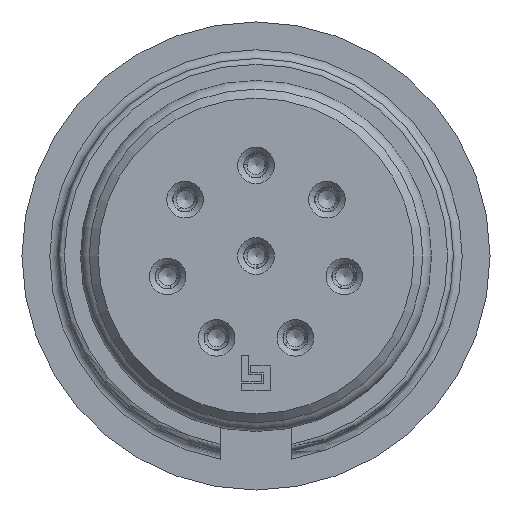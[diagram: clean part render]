
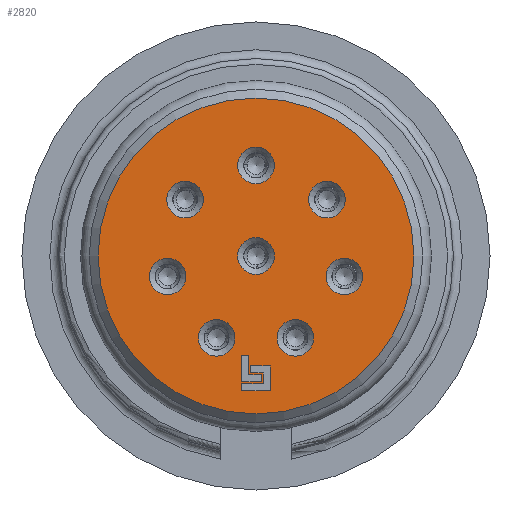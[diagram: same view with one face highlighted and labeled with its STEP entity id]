
A CAD part, left-side view. The second image highlights one B-rep face of the part: STEP entity #2820.
In plain terms, the highlighted planar face has unit normal (-1, 0, 0).
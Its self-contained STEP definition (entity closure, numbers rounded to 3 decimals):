
#212=PLANE('',#3649);
#668=EDGE_LOOP('',(#1273));
#669=EDGE_LOOP('',(#1274));
#670=EDGE_LOOP('',(#1275));
#671=EDGE_LOOP('',(#1276));
#672=EDGE_LOOP('',(#1277));
#673=EDGE_LOOP('',(#1278));
#674=EDGE_LOOP('',(#1279));
#675=EDGE_LOOP('',(#1280));
#676=EDGE_LOOP('',(#1281));
#677=EDGE_LOOP('',(#1282,#1283,#1284,#1285,#1286,#1287));
#678=EDGE_LOOP('',(#1288,#1289,#1290,#1291,#1292,#1293,#1294,#1295));
#984=CIRCLE('',#3640,5.4);
#985=CIRCLE('',#3641,0.625);
#986=CIRCLE('',#3642,0.625);
#987=CIRCLE('',#3643,0.625);
#988=CIRCLE('',#3644,0.625);
#989=CIRCLE('',#3645,0.625);
#990=CIRCLE('',#3646,0.625);
#991=CIRCLE('',#3647,0.625);
#992=CIRCLE('',#3648,0.625);
#1273=ORIENTED_EDGE('',*,*,#2137,.T.);
#1274=ORIENTED_EDGE('',*,*,#2138,.T.);
#1275=ORIENTED_EDGE('',*,*,#2139,.T.);
#1276=ORIENTED_EDGE('',*,*,#2140,.T.);
#1277=ORIENTED_EDGE('',*,*,#2141,.T.);
#1278=ORIENTED_EDGE('',*,*,#2142,.T.);
#1279=ORIENTED_EDGE('',*,*,#2143,.T.);
#1280=ORIENTED_EDGE('',*,*,#2144,.T.);
#1281=ORIENTED_EDGE('',*,*,#2145,.T.);
#1282=ORIENTED_EDGE('',*,*,#2146,.F.);
#1283=ORIENTED_EDGE('',*,*,#2147,.F.);
#1284=ORIENTED_EDGE('',*,*,#2148,.F.);
#1285=ORIENTED_EDGE('',*,*,#2149,.F.);
#1286=ORIENTED_EDGE('',*,*,#2150,.F.);
#1287=ORIENTED_EDGE('',*,*,#2151,.F.);
#1288=ORIENTED_EDGE('',*,*,#2152,.T.);
#1289=ORIENTED_EDGE('',*,*,#2153,.T.);
#1290=ORIENTED_EDGE('',*,*,#2154,.T.);
#1291=ORIENTED_EDGE('',*,*,#2155,.T.);
#1292=ORIENTED_EDGE('',*,*,#2156,.T.);
#1293=ORIENTED_EDGE('',*,*,#2157,.T.);
#1294=ORIENTED_EDGE('',*,*,#2158,.T.);
#1295=ORIENTED_EDGE('',*,*,#2159,.T.);
#2137=EDGE_CURVE('',#3276,#3276,#984,.T.);
#2138=EDGE_CURVE('',#3277,#3277,#985,.T.);
#2139=EDGE_CURVE('',#3278,#3278,#986,.T.);
#2140=EDGE_CURVE('',#3279,#3279,#987,.T.);
#2141=EDGE_CURVE('',#3280,#3280,#988,.T.);
#2142=EDGE_CURVE('',#3281,#3281,#989,.T.);
#2143=EDGE_CURVE('',#3282,#3282,#990,.T.);
#2144=EDGE_CURVE('',#3283,#3283,#991,.T.);
#2145=EDGE_CURVE('',#3284,#3284,#992,.T.);
#2146=EDGE_CURVE('',#3285,#3286,#2548,.T.);
#2147=EDGE_CURVE('',#3287,#3285,#2549,.T.);
#2148=EDGE_CURVE('',#3288,#3287,#2550,.T.);
#2149=EDGE_CURVE('',#3289,#3288,#2551,.T.);
#2150=EDGE_CURVE('',#3290,#3289,#2552,.T.);
#2151=EDGE_CURVE('',#3286,#3290,#2553,.T.);
#2152=EDGE_CURVE('',#3291,#3292,#2554,.T.);
#2153=EDGE_CURVE('',#3292,#3293,#2555,.T.);
#2154=EDGE_CURVE('',#3293,#3294,#2556,.T.);
#2155=EDGE_CURVE('',#3294,#3295,#2557,.T.);
#2156=EDGE_CURVE('',#3295,#3296,#2558,.T.);
#2157=EDGE_CURVE('',#3296,#3297,#2559,.T.);
#2158=EDGE_CURVE('',#3297,#3298,#2560,.T.);
#2159=EDGE_CURVE('',#3298,#3291,#2561,.T.);
#2548=LINE('',#5290,#2670);
#2549=LINE('',#5293,#2671);
#2550=LINE('',#5295,#2672);
#2551=LINE('',#5297,#2673);
#2552=LINE('',#5299,#2674);
#2553=LINE('',#5301,#2675);
#2554=LINE('',#5302,#2676);
#2555=LINE('',#5305,#2677);
#2556=LINE('',#5307,#2678);
#2557=LINE('',#5309,#2679);
#2558=LINE('',#5311,#2680);
#2559=LINE('',#5313,#2681);
#2560=LINE('',#5315,#2682);
#2561=LINE('',#5317,#2683);
#2670=VECTOR('',#4186,1.);
#2671=VECTOR('',#4187,1.);
#2672=VECTOR('',#4188,1.);
#2673=VECTOR('',#4189,1.);
#2674=VECTOR('',#4190,1.);
#2675=VECTOR('',#4191,1.);
#2676=VECTOR('',#4192,1.);
#2677=VECTOR('',#4193,1.);
#2678=VECTOR('',#4194,1.);
#2679=VECTOR('',#4195,1.);
#2680=VECTOR('',#4196,1.);
#2681=VECTOR('',#4197,1.);
#2682=VECTOR('',#4198,1.);
#2683=VECTOR('',#4199,1.);
#2820=ADVANCED_FACE('',(#3047,#3048,#3049,#3050,#3051,#3052,#3053,#3054,
#3055,#3056,#3057),#212,.T.);
#3047=FACE_BOUND('',#668,.T.);
#3048=FACE_BOUND('',#669,.T.);
#3049=FACE_BOUND('',#670,.T.);
#3050=FACE_BOUND('',#671,.T.);
#3051=FACE_BOUND('',#672,.T.);
#3052=FACE_BOUND('',#673,.T.);
#3053=FACE_BOUND('',#674,.T.);
#3054=FACE_BOUND('',#675,.T.);
#3055=FACE_BOUND('',#676,.T.);
#3056=FACE_BOUND('',#677,.T.);
#3057=FACE_BOUND('',#678,.T.);
#3276=VERTEX_POINT('',#5273);
#3277=VERTEX_POINT('',#5275);
#3278=VERTEX_POINT('',#5277);
#3279=VERTEX_POINT('',#5279);
#3280=VERTEX_POINT('',#5281);
#3281=VERTEX_POINT('',#5283);
#3282=VERTEX_POINT('',#5285);
#3283=VERTEX_POINT('',#5287);
#3284=VERTEX_POINT('',#5289);
#3285=VERTEX_POINT('',#5291);
#3286=VERTEX_POINT('',#5292);
#3287=VERTEX_POINT('',#5294);
#3288=VERTEX_POINT('',#5296);
#3289=VERTEX_POINT('',#5298);
#3290=VERTEX_POINT('',#5300);
#3291=VERTEX_POINT('',#5303);
#3292=VERTEX_POINT('',#5304);
#3293=VERTEX_POINT('',#5306);
#3294=VERTEX_POINT('',#5308);
#3295=VERTEX_POINT('',#5310);
#3296=VERTEX_POINT('',#5312);
#3297=VERTEX_POINT('',#5314);
#3298=VERTEX_POINT('',#5316);
#3640=AXIS2_PLACEMENT_3D('',#5272,#4168,#4169);
#3641=AXIS2_PLACEMENT_3D('',#5274,#4170,#4171);
#3642=AXIS2_PLACEMENT_3D('',#5276,#4172,#4173);
#3643=AXIS2_PLACEMENT_3D('',#5278,#4174,#4175);
#3644=AXIS2_PLACEMENT_3D('',#5280,#4176,#4177);
#3645=AXIS2_PLACEMENT_3D('',#5282,#4178,#4179);
#3646=AXIS2_PLACEMENT_3D('',#5284,#4180,#4181);
#3647=AXIS2_PLACEMENT_3D('',#5286,#4182,#4183);
#3648=AXIS2_PLACEMENT_3D('',#5288,#4184,#4185);
#3649=AXIS2_PLACEMENT_3D('',#5318,#4200,#4201);
#4168=DIRECTION('',(-1.,0.,0.));
#4169=DIRECTION('',(0.,0.,1.));
#4170=DIRECTION('',(1.,0.,0.));
#4171=DIRECTION('',(0.,0.,1.));
#4172=DIRECTION('',(1.,0.,0.));
#4173=DIRECTION('',(0.,0.,1.));
#4174=DIRECTION('',(1.,0.,0.));
#4175=DIRECTION('',(0.,0.,1.));
#4176=DIRECTION('',(1.,0.,0.));
#4177=DIRECTION('',(0.,0.,1.));
#4178=DIRECTION('',(1.,0.,0.));
#4179=DIRECTION('',(0.,0.,1.));
#4180=DIRECTION('',(1.,0.,0.));
#4181=DIRECTION('',(0.,0.,1.));
#4182=DIRECTION('',(1.,0.,0.));
#4183=DIRECTION('',(0.,0.,1.));
#4184=DIRECTION('',(1.,0.,0.));
#4185=DIRECTION('',(0.,0.,1.));
#4186=DIRECTION('',(0.,0.,-1.));
#4187=DIRECTION('',(0.,1.,0.));
#4188=DIRECTION('',(0.,0.,1.));
#4189=DIRECTION('',(0.,1.,0.));
#4190=DIRECTION('',(0.,0.,1.));
#4191=DIRECTION('',(0.,-1.,0.));
#4192=DIRECTION('',(0.,-1.,0.));
#4193=DIRECTION('',(0.,0.,-1.));
#4194=DIRECTION('',(0.,1.,0.));
#4195=DIRECTION('',(0.,0.,1.));
#4196=DIRECTION('',(0.,-1.,0.));
#4197=DIRECTION('',(0.,0.,1.));
#4198=DIRECTION('',(0.,1.,0.));
#4199=DIRECTION('',(0.,0.,1.));
#4200=DIRECTION('',(-1.,0.,0.));
#4201=DIRECTION('',(0.,0.,1.));
#5272=CARTESIAN_POINT('',(0.,0.,0.));
#5273=CARTESIAN_POINT('',(0.,0.,5.4));
#5274=CARTESIAN_POINT('',(0.,-1.345,-2.8));
#5275=CARTESIAN_POINT('',(0.,-1.345,-2.175));
#5276=CARTESIAN_POINT('',(0.,-3.02,-0.7));
#5277=CARTESIAN_POINT('',(0.,-3.02,-0.075));
#5278=CARTESIAN_POINT('',(0.,-2.425,1.93));
#5279=CARTESIAN_POINT('',(0.,-2.425,2.555));
#5280=CARTESIAN_POINT('',(0.,0.,3.1));
#5281=CARTESIAN_POINT('',(0.,0.,3.725));
#5282=CARTESIAN_POINT('',(0.,0.,0.));
#5283=CARTESIAN_POINT('',(0.,0.,0.625));
#5284=CARTESIAN_POINT('',(0.,2.425,1.93));
#5285=CARTESIAN_POINT('',(0.,2.425,2.555));
#5286=CARTESIAN_POINT('',(0.,3.02,-0.7));
#5287=CARTESIAN_POINT('',(0.,3.02,-0.075));
#5288=CARTESIAN_POINT('',(0.,1.345,-2.8));
#5289=CARTESIAN_POINT('',(0.,1.345,-2.175));
#5290=CARTESIAN_POINT('',(0.,0.49,0.));
#5291=CARTESIAN_POINT('',(0.,0.49,-3.4));
#5292=CARTESIAN_POINT('',(0.,0.49,-4.3));
#5293=CARTESIAN_POINT('',(0.,0.,-3.4));
#5294=CARTESIAN_POINT('',(0.,0.25,-3.4));
#5295=CARTESIAN_POINT('',(0.,0.25,0.));
#5296=CARTESIAN_POINT('',(0.,0.25,-4.06));
#5297=CARTESIAN_POINT('',(0.,0.,-4.06));
#5298=CARTESIAN_POINT('',(0.,-0.19,-4.06));
#5299=CARTESIAN_POINT('',(0.,-0.19,0.));
#5300=CARTESIAN_POINT('',(0.,-0.19,-4.3));
#5301=CARTESIAN_POINT('',(0.,0.,-4.3));
#5302=CARTESIAN_POINT('',(0.,0.,-3.76));
#5303=CARTESIAN_POINT('',(0.,0.19,-3.76));
#5304=CARTESIAN_POINT('',(0.,-0.49,-3.76));
#5305=CARTESIAN_POINT('',(0.,-0.49,0.));
#5306=CARTESIAN_POINT('',(0.,-0.49,-4.6));
#5307=CARTESIAN_POINT('',(0.,0.,-4.6));
#5308=CARTESIAN_POINT('',(0.,0.49,-4.6));
#5309=CARTESIAN_POINT('',(0.,0.49,0.));
#5310=CARTESIAN_POINT('',(0.,0.49,-4.36));
#5311=CARTESIAN_POINT('',(0.,0.,-4.36));
#5312=CARTESIAN_POINT('',(0.,-0.25,-4.36));
#5313=CARTESIAN_POINT('',(0.,-0.25,0.));
#5314=CARTESIAN_POINT('',(0.,-0.25,-4.));
#5315=CARTESIAN_POINT('',(0.,0.,-4.));
#5316=CARTESIAN_POINT('',(0.,0.19,-4.));
#5317=CARTESIAN_POINT('',(0.,0.19,0.));
#5318=CARTESIAN_POINT('',(0.,0.,0.));
